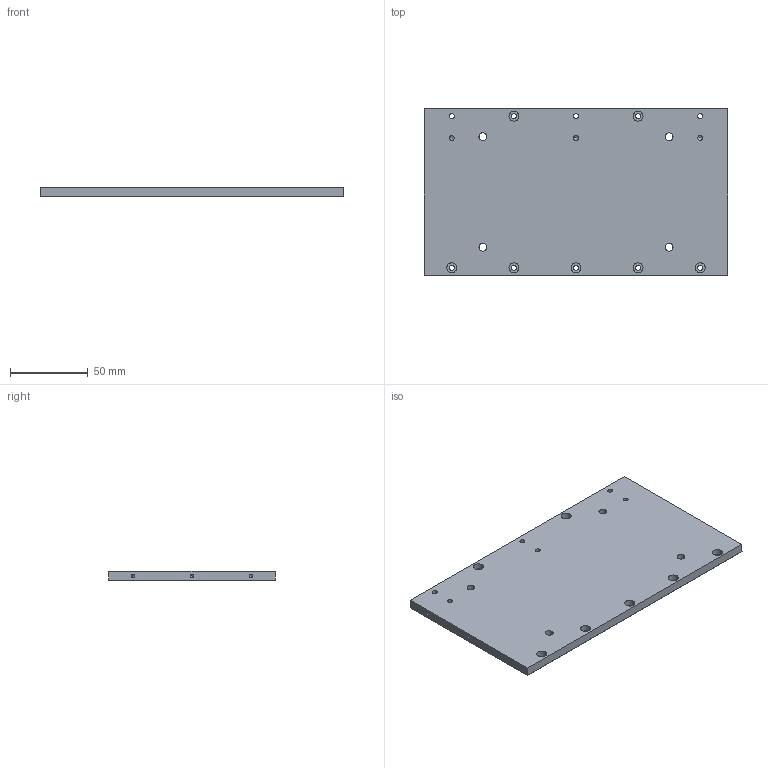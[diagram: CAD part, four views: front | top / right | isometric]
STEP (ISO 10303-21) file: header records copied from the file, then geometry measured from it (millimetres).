
FILE_DESCRIPTION(('CATIA V5 STEP Exchange'),'2;1');
FILE_NAME('Placa lateral derecha.stp','2015-01-16T15:25:07+00:00',('none'),('none'),'CATIA Version 5 Release 20 GA (IN-10)','CATIA V5 STEP AP203','none');
FILE_SCHEMA(('CONFIG_CONTROL_DESIGN'));
Length unit declared in the file: millimetre
Products named in the file (1): US2-E-CM-81701CP-07F-D_LATLD1
Bounding box: 195.2 x 107.2 x 6 mm (x, y, z)
Volume: 95004 mm3; surface area: 48419.6 mm2
Topology: 1 solids, 1 shells, 186 faces, 457 edges, 275 vertices
Faces by surface type: cylinder 104, plane 43, torus 21, cone 18
Entity records: 5273 total; most frequent: CARTESIAN_POINT 1033, ORIENTED_EDGE 878, DIRECTION 753, EDGE_CURVE 439, AXIS2_PLACEMENT_3D 375, VERTEX_POINT 275, EDGE_LOOP 234, VECTOR 212
